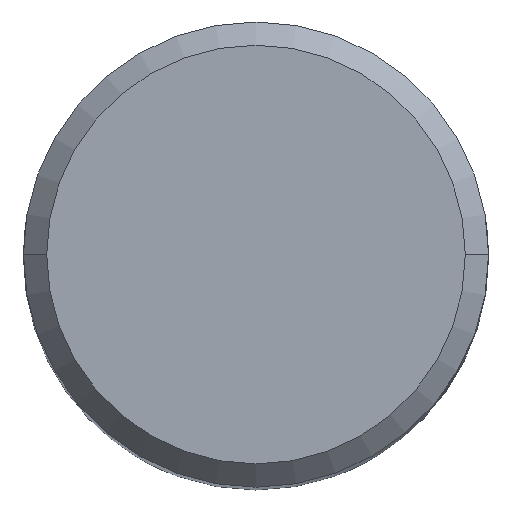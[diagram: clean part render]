
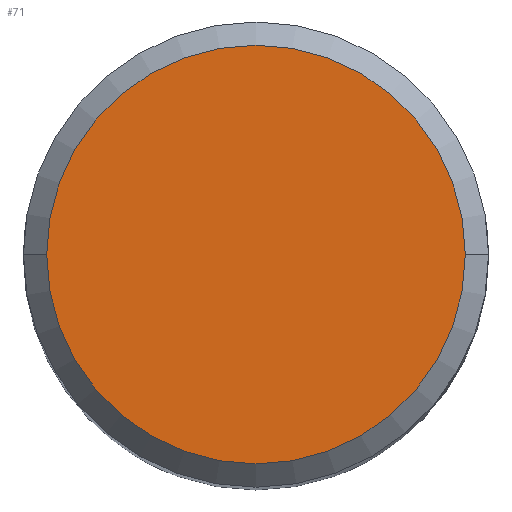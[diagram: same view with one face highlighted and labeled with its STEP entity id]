
A CAD part, top view. The second image highlights one B-rep face of the part: STEP entity #71.
In plain terms, the highlighted planar face has unit normal (0, 0, 1).
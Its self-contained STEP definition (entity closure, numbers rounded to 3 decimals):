
#35=PLANE('',#759);
#71=ADVANCED_FACE('',(#129),#35,.F.);
#129=FACE_OUTER_BOUND('',#172,.T.);
#172=EDGE_LOOP('',(#335,#336));
#335=ORIENTED_EDGE('',*,*,#561,.F.);
#336=ORIENTED_EDGE('',*,*,#591,.F.);
#500=VERTEX_POINT('',#1069);
#501=VERTEX_POINT('',#1070);
#561=EDGE_CURVE('',#500,#501,#660,.T.);
#591=EDGE_CURVE('',#501,#500,#670,.T.);
#660=CIRCLE('',#741,9.);
#670=CIRCLE('',#758,9.);
#741=AXIS2_PLACEMENT_3D('',#1068,#843,#844);
#758=AXIS2_PLACEMENT_3D('',#1160,#888,#889);
#759=AXIS2_PLACEMENT_3D('',#1161,#890,#891);
#843=DIRECTION('',(0.,0.,-1.));
#844=DIRECTION('',(-1.,0.,0.));
#888=DIRECTION('',(0.,0.,-1.));
#889=DIRECTION('',(-1.,0.,0.));
#890=DIRECTION('',(0.,0.,-1.));
#891=DIRECTION('',(-1.,0.,0.));
#1068=CARTESIAN_POINT('',(0.,0.,0.));
#1069=CARTESIAN_POINT('',(-9.,0.,0.));
#1070=CARTESIAN_POINT('',(9.,0.,0.));
#1160=CARTESIAN_POINT('',(0.,0.,0.));
#1161=CARTESIAN_POINT('',(0.,9.,0.));
